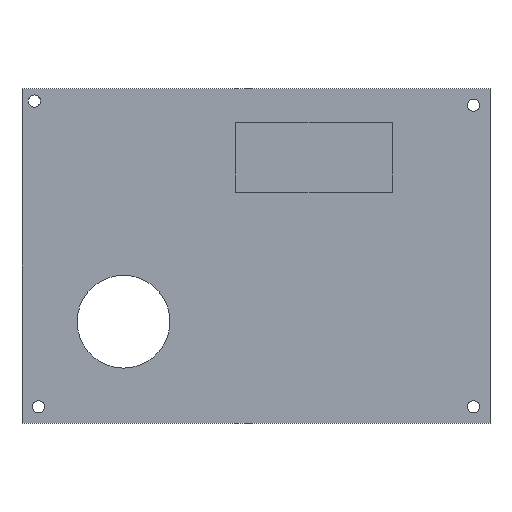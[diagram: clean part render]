
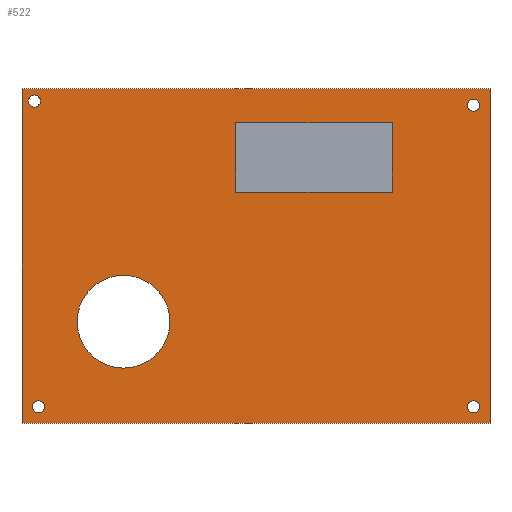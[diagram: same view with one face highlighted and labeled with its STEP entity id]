
A CAD part, top view. The second image highlights one B-rep face of the part: STEP entity #522.
In plain terms, the highlighted planar face has unit normal (0, 0, 1).
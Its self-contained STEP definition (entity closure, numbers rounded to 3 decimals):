
#15=FACE_BOUND('',#99,.T.);
#16=FACE_BOUND('',#100,.T.);
#17=FACE_BOUND('',#101,.T.);
#18=FACE_BOUND('',#102,.T.);
#19=FACE_BOUND('',#103,.T.);
#20=FACE_BOUND('',#104,.T.);
#46=PLANE('',#574);
#72=FACE_OUTER_BOUND('',#98,.T.);
#98=EDGE_LOOP('',(#456,#457,#458,#459));
#99=EDGE_LOOP('',(#460));
#100=EDGE_LOOP('',(#461));
#101=EDGE_LOOP('',(#462));
#102=EDGE_LOOP('',(#463));
#103=EDGE_LOOP('',(#464,#465,#466,#467));
#104=EDGE_LOOP('',(#468));
#119=LINE('',#743,#176);
#122=LINE('',#749,#179);
#130=LINE('',#767,#187);
#134=LINE('',#776,#191);
#137=LINE('',#780,#194);
#146=LINE('',#797,#203);
#167=LINE('',#847,#224);
#169=LINE('',#850,#226);
#176=VECTOR('',#610,10.);
#179=VECTOR('',#615,10.);
#187=VECTOR('',#627,10.);
#191=VECTOR('',#633,10.);
#194=VECTOR('',#638,10.);
#203=VECTOR('',#655,10.);
#224=VECTOR('',#702,10.);
#226=VECTOR('',#706,10.);
#228=CIRCLE('',#540,1.05);
#230=CIRCLE('',#543,1.05);
#232=CIRCLE('',#546,1.05);
#234=CIRCLE('',#549,1.05);
#237=CIRCLE('',#570,8.);
#240=VERTEX_POINT('',#715);
#242=VERTEX_POINT('',#721);
#244=VERTEX_POINT('',#727);
#246=VERTEX_POINT('',#733);
#249=VERTEX_POINT('',#740);
#250=VERTEX_POINT('',#742);
#252=VERTEX_POINT('',#748);
#259=VERTEX_POINT('',#764);
#260=VERTEX_POINT('',#766);
#263=VERTEX_POINT('',#773);
#264=VERTEX_POINT('',#775);
#281=VERTEX_POINT('',#837);
#284=VERTEX_POINT('',#845);
#287=EDGE_CURVE('',#240,#240,#228,.T.);
#290=EDGE_CURVE('',#242,#242,#230,.T.);
#293=EDGE_CURVE('',#244,#244,#232,.T.);
#296=EDGE_CURVE('',#246,#246,#234,.T.);
#299=EDGE_CURVE('',#250,#249,#119,.T.);
#302=EDGE_CURVE('',#252,#250,#122,.T.);
#310=EDGE_CURVE('',#260,#259,#130,.T.);
#314=EDGE_CURVE('',#264,#263,#134,.T.);
#317=EDGE_CURVE('',#263,#260,#137,.T.);
#326=EDGE_CURVE('',#259,#264,#146,.T.);
#346=EDGE_CURVE('',#281,#281,#237,.T.);
#351=EDGE_CURVE('',#249,#284,#167,.T.);
#353=EDGE_CURVE('',#284,#252,#169,.T.);
#456=ORIENTED_EDGE('',*,*,#353,.T.);
#457=ORIENTED_EDGE('',*,*,#302,.T.);
#458=ORIENTED_EDGE('',*,*,#299,.T.);
#459=ORIENTED_EDGE('',*,*,#351,.T.);
#460=ORIENTED_EDGE('',*,*,#287,.T.);
#461=ORIENTED_EDGE('',*,*,#290,.T.);
#462=ORIENTED_EDGE('',*,*,#293,.T.);
#463=ORIENTED_EDGE('',*,*,#296,.T.);
#464=ORIENTED_EDGE('',*,*,#310,.T.);
#465=ORIENTED_EDGE('',*,*,#326,.T.);
#466=ORIENTED_EDGE('',*,*,#314,.T.);
#467=ORIENTED_EDGE('',*,*,#317,.T.);
#468=ORIENTED_EDGE('',*,*,#346,.T.);
#522=ADVANCED_FACE('',(#72,#15,#16,#17,#18,#19,#20),#46,.T.);
#540=AXIS2_PLACEMENT_3D('',#717,#583,#584);
#543=AXIS2_PLACEMENT_3D('',#723,#590,#591);
#546=AXIS2_PLACEMENT_3D('',#729,#597,#598);
#549=AXIS2_PLACEMENT_3D('',#735,#604,#605);
#570=AXIS2_PLACEMENT_3D('',#838,#693,#694);
#574=AXIS2_PLACEMENT_3D('',#851,#707,#708);
#583=DIRECTION('center_axis',(0.,0.,-1.));
#584=DIRECTION('ref_axis',(1.,0.,0.));
#590=DIRECTION('center_axis',(0.,0.,-1.));
#591=DIRECTION('ref_axis',(1.,0.,0.));
#597=DIRECTION('center_axis',(0.,0.,-1.));
#598=DIRECTION('ref_axis',(1.,0.,0.));
#604=DIRECTION('center_axis',(0.,0.,-1.));
#605=DIRECTION('ref_axis',(1.,0.,0.));
#610=DIRECTION('',(0.,1.,0.));
#615=DIRECTION('',(1.,0.,0.));
#627=DIRECTION('',(1.,0.,0.));
#633=DIRECTION('',(-1.,0.,0.));
#638=DIRECTION('',(0.,1.,0.));
#655=DIRECTION('',(0.,-1.,0.));
#693=DIRECTION('center_axis',(0.,0.,-1.));
#694=DIRECTION('ref_axis',(1.,0.,0.));
#702=DIRECTION('',(-1.,0.,0.));
#706=DIRECTION('',(0.,-1.,0.));
#707=DIRECTION('center_axis',(0.,0.,1.));
#708=DIRECTION('ref_axis',(1.,0.,0.));
#715=CARTESIAN_POINT('',(73.949,47.,3.));
#717=CARTESIAN_POINT('Origin',(74.999,47.,3.));
#721=CARTESIAN_POINT('',(73.949,-4.999,3.));
#723=CARTESIAN_POINT('Origin',(74.999,-4.999,3.));
#727=CARTESIAN_POINT('',(-1.757,47.707,3.));
#729=CARTESIAN_POINT('Origin',(-0.707,47.707,3.));
#733=CARTESIAN_POINT('',(-1.05,-4.999,3.));
#735=CARTESIAN_POINT('Origin',(0.,-4.999,3.));
#740=CARTESIAN_POINT('',(77.828,49.828,3.));
#742=CARTESIAN_POINT('',(77.828,-7.828,3.));
#743=CARTESIAN_POINT('',(77.828,-7.828,3.));
#748=CARTESIAN_POINT('',(-2.828,-7.828,3.));
#749=CARTESIAN_POINT('',(72.828,-7.828,3.));
#764=CARTESIAN_POINT('',(61.,44.,3.));
#766=CARTESIAN_POINT('',(34.,44.,3.));
#767=CARTESIAN_POINT('',(48.,44.,3.));
#773=CARTESIAN_POINT('',(34.,32.,3.));
#775=CARTESIAN_POINT('',(61.,32.,3.));
#776=CARTESIAN_POINT('',(34.5,32.,3.));
#780=CARTESIAN_POINT('',(34.,33.75,3.));
#797=CARTESIAN_POINT('',(61.,27.75,3.));
#837=CARTESIAN_POINT('',(6.672,9.672,3.));
#838=CARTESIAN_POINT('Origin',(14.672,9.672,3.));
#845=CARTESIAN_POINT('',(-2.828,49.828,3.));
#847=CARTESIAN_POINT('',(77.828,49.828,3.));
#850=CARTESIAN_POINT('',(-2.828,49.828,3.));
#851=CARTESIAN_POINT('Origin',(35.,23.5,3.));
